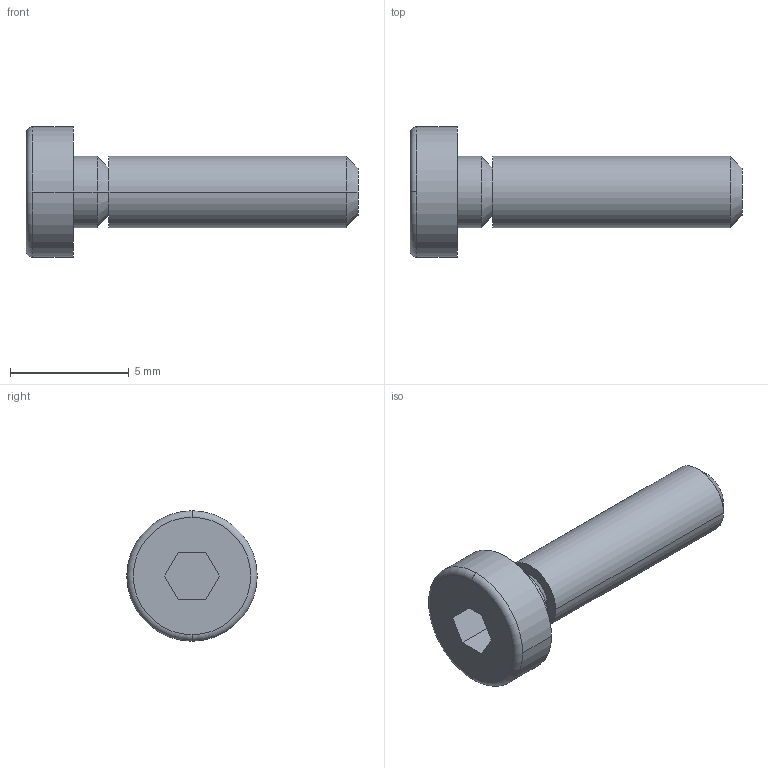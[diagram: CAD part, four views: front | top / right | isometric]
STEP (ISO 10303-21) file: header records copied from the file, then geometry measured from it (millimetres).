
FILE_DESCRIPTION(('STEP AP203'),'1');
FILE_NAME('din_7984_8_8_m_3x12.stp','2020-11-28T14:21:51',('TraceParts'),('TraceParts S.A.'),'Spatial InterOp 3D',' ',' ');
FILE_SCHEMA(('CONFIG_CONTROL_DESIGN'));
Length unit declared in the file: millimetre
Products named in the file (1): 1
Bounding box: 14 x 5.5 x 5.5 mm (x, y, z)
Volume: 123 mm3; surface area: 208.6 mm2
Topology: 1 solids, 1 shells, 23 faces, 51 edges, 33 vertices
Faces by surface type: plane 11, cylinder 6, cone 4, torus 2
Entity records: 688 total; most frequent: DIRECTION 122, CARTESIAN_POINT 108, ORIENTED_EDGE 102, EDGE_CURVE 51, AXIS2_PLACEMENT_3D 47, VERTEX_POINT 33, LINE 28, VECTOR 28
